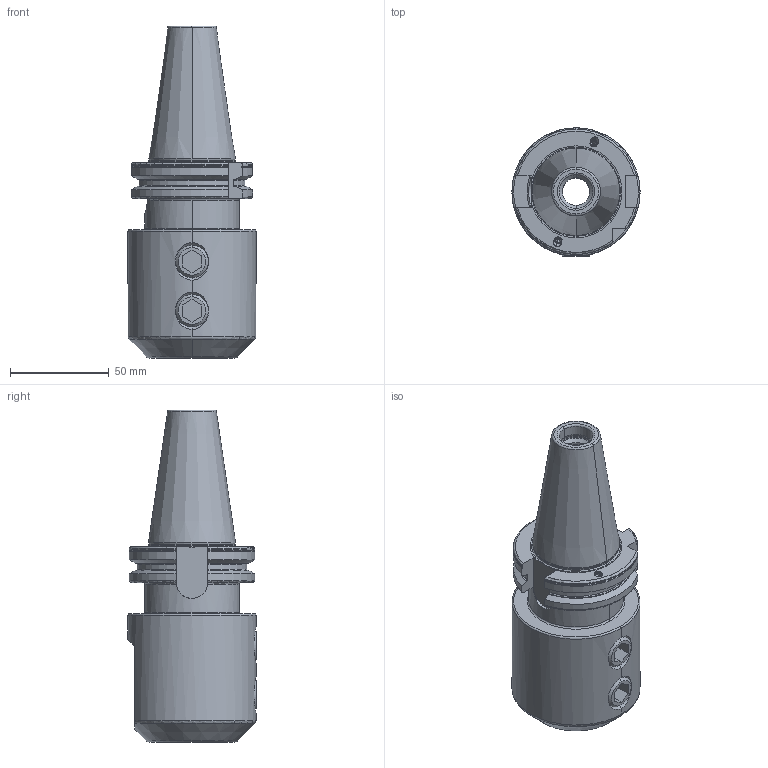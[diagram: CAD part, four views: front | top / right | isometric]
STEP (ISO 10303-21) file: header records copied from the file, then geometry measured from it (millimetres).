
FILE_DESCRIPTION((''),'2;1');
FILE_NAME('DC_403_04_25','2020-11-26T',('104091'),(''),'CREO PARAMETRIC BY PTC INC, 2016260','CREO PARAMETRIC BY PTC INC, 2016260','');
FILE_SCHEMA(('CONFIG_CONTROL_DESIGN'));
Length unit declared in the file: millimetre
Products named in the file (1): DC_403_04_25
Bounding box: 65 x 65 x 168.4 mm (x, y, z)
Volume: 296891.3 mm3; surface area: 45455.5 mm2
Topology: 1 solids, 1 shells, 196 faces, 486 edges, 307 vertices
Faces by surface type: plane 60, cone 52, cylinder 43, torus 41
Entity records: 6409 total; most frequent: CARTESIAN_POINT 1750, DIRECTION 978, ORIENTED_EDGE 958, EDGE_CURVE 479, AXIS2_PLACEMENT_3D 383, VERTEX_POINT 297, VECTOR 212, LINE 212
